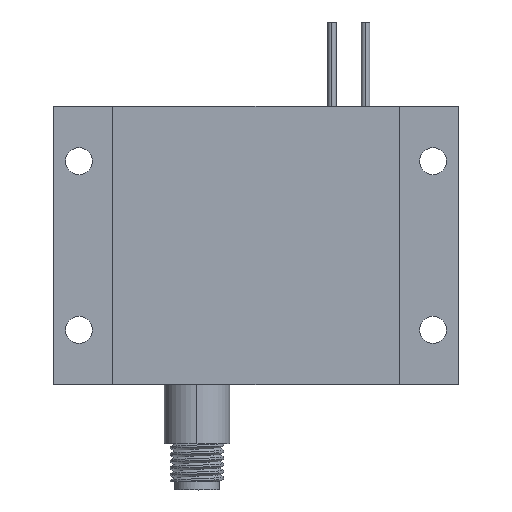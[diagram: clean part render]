
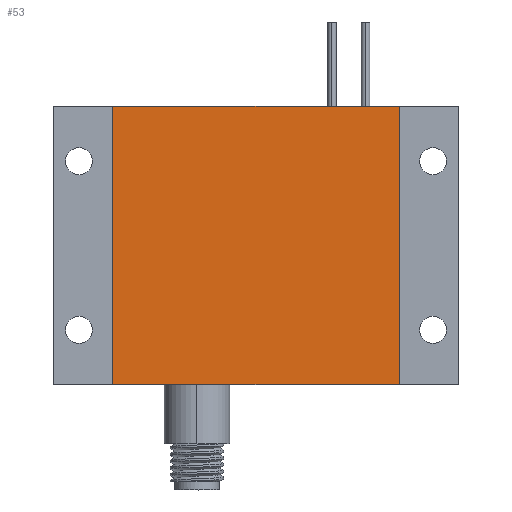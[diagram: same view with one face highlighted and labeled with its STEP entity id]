
A CAD part, top view. The second image highlights one B-rep face of the part: STEP entity #53.
In plain terms, the highlighted planar face has unit normal (0, 0, 1).
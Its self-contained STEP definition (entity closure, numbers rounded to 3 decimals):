
#53 = ADVANCED_FACE ( 'NONE', ( #2536 ), #484, .T. ) ;
#412 = DIRECTION ( 'NONE',  ( 1., 0., 0. ) ) ;
#415 = DIRECTION ( 'NONE',  ( 0., 0., 1. ) ) ;
#418 = CARTESIAN_POINT ( 'NONE',  ( -11.662, -1.832, 11.97 ) ) ;
#484 = PLANE ( 'NONE',  #3047 ) ;
#1376 = DIRECTION ( 'NONE',  ( -1., 0., 0. ) ) ;
#1729 = DIRECTION ( 'NONE',  ( 1., 0., 0. ) ) ;
#1739 = CARTESIAN_POINT ( 'NONE',  ( -28.662, -20.832, 11.97 ) ) ;
#1840 = CARTESIAN_POINT ( 'NONE',  ( -28.662, 12.168, 11.97 ) ) ;
#1952 = LINE ( 'NONE', #2253, #1966 ) ;
#1966 = VECTOR ( 'NONE', #2252, 1000. ) ;
#2120 = CARTESIAN_POINT ( 'NONE',  ( 5.338, 12.168, 11.97 ) ) ;
#2129 = DIRECTION ( 'NONE',  ( 0., 1., 0. ) ) ;
#2140 = VECTOR ( 'NONE', #1729, 1000. ) ;
#2250 = CARTESIAN_POINT ( 'NONE',  ( 5.338, 12.168, 11.97 ) ) ;
#2252 = DIRECTION ( 'NONE',  ( 0., -1., 0. ) ) ;
#2253 = CARTESIAN_POINT ( 'NONE',  ( -28.662, 12.168, 11.97 ) ) ;
#2333 = LINE ( 'NONE', #1739, #2140 ) ;
#2374 = CARTESIAN_POINT ( 'NONE',  ( -28.662, 12.168, 11.97 ) ) ;
#2396 = CARTESIAN_POINT ( 'NONE',  ( 5.338, -20.832, 11.97 ) ) ;
#2427 = CARTESIAN_POINT ( 'NONE',  ( -28.662, -20.832, 11.97 ) ) ;
#2536 = FACE_OUTER_BOUND ( 'NONE', #3381, .T. ) ;
#2541 = LINE ( 'NONE', #2120, #2550 ) ;
#2550 = VECTOR ( 'NONE', #2129, 1000. ) ;
#2592 = VECTOR ( 'NONE', #1376, 1000. ) ;
#2606 = LINE ( 'NONE', #1840, #2592 ) ;
#2670 = EDGE_CURVE ( 'NONE', #3623, #3634, #2606, .T. ) ;
#2708 = EDGE_CURVE ( 'NONE', #3658, #3623, #2541, .T. ) ;
#2725 = EDGE_CURVE ( 'NONE', #3660, #3658, #2333, .T. ) ;
#2764 = EDGE_CURVE ( 'NONE', #3634, #3660, #1952, .T. ) ;
#3047 = AXIS2_PLACEMENT_3D ( 'NONE', #418, #415, #412 ) ;
#3185 = ORIENTED_EDGE ( 'NONE', *, *, #2764, .T. ) ;
#3187 = ORIENTED_EDGE ( 'NONE', *, *, #2670, .T. ) ;
#3240 = ORIENTED_EDGE ( 'NONE', *, *, #2708, .T. ) ;
#3245 = ORIENTED_EDGE ( 'NONE', *, *, #2725, .T. ) ;
#3381 = EDGE_LOOP ( 'NONE', ( #3185, #3245, #3240, #3187 ) ) ;
#3623 = VERTEX_POINT ( 'NONE', #2250 ) ;
#3634 = VERTEX_POINT ( 'NONE', #2374 ) ;
#3658 = VERTEX_POINT ( 'NONE', #2396 ) ;
#3660 = VERTEX_POINT ( 'NONE', #2427 ) ;
